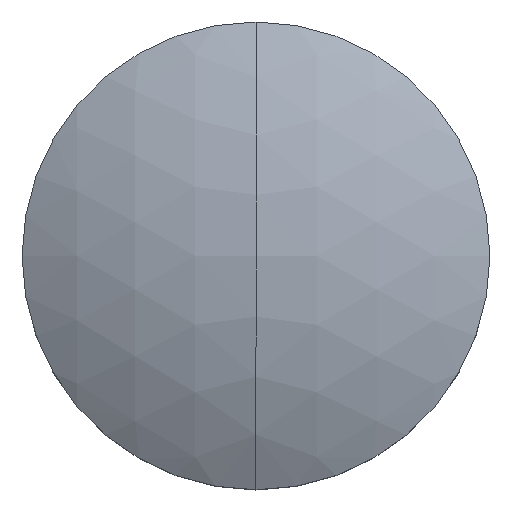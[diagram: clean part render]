
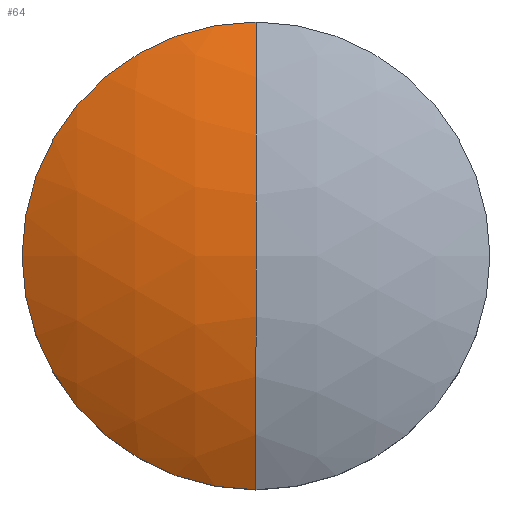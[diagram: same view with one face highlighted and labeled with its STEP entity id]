
A CAD part, top view. The second image highlights one B-rep face of the part: STEP entity #64.
In plain terms, the highlighted spherical face has radius 6.18 mm.
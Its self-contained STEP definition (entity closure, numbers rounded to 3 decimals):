
#16 = ORIENTED_EDGE ( 'NONE', *, *, #17, .T. ) ;
#17 = EDGE_CURVE ( 'NONE', #79, #32, #59, .T. ) ;
#22 = VERTEX_POINT ( 'NONE', #45 ) ;
#32 = VERTEX_POINT ( 'NONE', #149 ) ;
#45 = CARTESIAN_POINT ( 'NONE',  ( -3., 0., 0.358 ) ) ;
#52 = DIRECTION ( 'NONE',  ( 0., -1., 0. ) ) ;
#53 = DIRECTION ( 'NONE',  ( -1., 0., 0. ) ) ;
#54 = CARTESIAN_POINT ( 'NONE',  ( 0., 0., -5.045 ) ) ;
#55 = AXIS2_PLACEMENT_3D ( 'NONE', #54, #53, #52 ) ;
#59 = CIRCLE ( 'NONE', #55, 6.18 ) ;
#64 = ADVANCED_FACE ( 'NONE', ( #182 ), #179, .T. ) ;
#68 = VERTEX_POINT ( 'NONE', #150 ) ;
#69 = EDGE_CURVE ( 'NONE', #68, #22, #147, .T. ) ;
#78 = EDGE_CURVE ( 'NONE', #22, #79, #204, .T. ) ;
#79 = VERTEX_POINT ( 'NONE', #130 ) ;
#83 = ORIENTED_EDGE ( 'NONE', *, *, #69, .T. ) ;
#86 = EDGE_LOOP ( 'NONE', ( #83, #88, #16, #92 ) ) ;
#88 = ORIENTED_EDGE ( 'NONE', *, *, #78, .T. ) ;
#90 = EDGE_CURVE ( 'NONE', #68, #32, #241, .T. ) ;
#92 = ORIENTED_EDGE ( 'NONE', *, *, #90, .F. ) ;
#130 = CARTESIAN_POINT ( 'NONE',  ( 0., -3., 0.358 ) ) ;
#131 = DIRECTION ( 'NONE',  ( 1., 0., 0. ) ) ;
#132 = DIRECTION ( 'NONE',  ( 0., 0., 1. ) ) ;
#143 = DIRECTION ( 'NONE',  ( 1., 0., 0. ) ) ;
#144 = DIRECTION ( 'NONE',  ( 0., 0., 1. ) ) ;
#145 = CARTESIAN_POINT ( 'NONE',  ( 0., 0., 0.358 ) ) ;
#146 = AXIS2_PLACEMENT_3D ( 'NONE', #145, #144, #143 ) ;
#147 = CIRCLE ( 'NONE', #146, 3. ) ;
#149 = CARTESIAN_POINT ( 'NONE',  ( 0., 0., 1.135 ) ) ;
#150 = CARTESIAN_POINT ( 'NONE',  ( 0., 3., 0.358 ) ) ;
#175 = DIRECTION ( 'NONE',  ( 0., 1., 0. ) ) ;
#176 = DIRECTION ( 'NONE',  ( -1., 0., 0. ) ) ;
#177 = CARTESIAN_POINT ( 'NONE',  ( 0., 0., -5.045 ) ) ;
#178 = AXIS2_PLACEMENT_3D ( 'NONE', #177, #176, #175 ) ;
#179 = SPHERICAL_SURFACE ( 'NONE', #178, 6.18 ) ;
#182 = FACE_OUTER_BOUND ( 'NONE', #86, .T. ) ;
#198 = CARTESIAN_POINT ( 'NONE',  ( 0., 0., 0.358 ) ) ;
#199 = AXIS2_PLACEMENT_3D ( 'NONE', #198, #132, #131 ) ;
#204 = CIRCLE ( 'NONE', #199, 3. ) ;
#223 = AXIS2_PLACEMENT_3D ( 'NONE', #254, #239, #240 ) ;
#239 = DIRECTION ( 'NONE',  ( 1., 0., 0. ) ) ;
#240 = DIRECTION ( 'NONE',  ( 0., 0., -1. ) ) ;
#241 = CIRCLE ( 'NONE', #223, 6.18 ) ;
#254 = CARTESIAN_POINT ( 'NONE',  ( 0., 0., -5.045 ) ) ;
